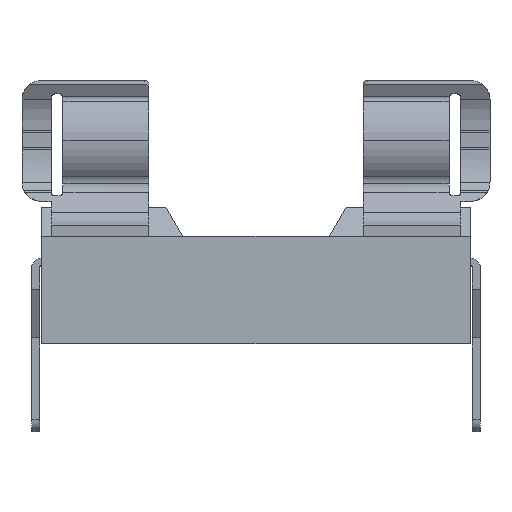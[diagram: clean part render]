
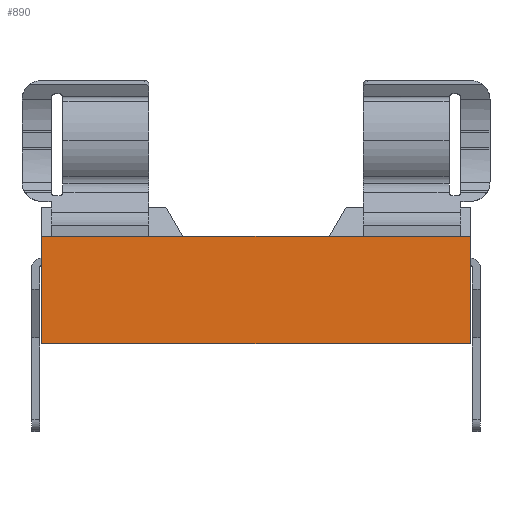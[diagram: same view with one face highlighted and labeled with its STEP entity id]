
A CAD part, top view. The second image highlights one B-rep face of the part: STEP entity #890.
In plain terms, the highlighted planar face has unit normal (0, 0.027, 1).
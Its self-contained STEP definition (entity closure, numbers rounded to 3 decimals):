
#890=ADVANCED_FACE('',(#1782),#1783,.T.);
#1782=FACE_OUTER_BOUND('',#2673,.T.);
#1783=PLANE('',#2674);
#2673=EDGE_LOOP('',(#5518,#5519,#5520,#5521));
#2674=AXIS2_PLACEMENT_3D('',#5522,#5523,#5524);
#5518=ORIENTED_EDGE('',*,*,#6768,.T.);
#5519=ORIENTED_EDGE('',*,*,#6749,.F.);
#5520=ORIENTED_EDGE('',*,*,#6769,.F.);
#5521=ORIENTED_EDGE('',*,*,#6481,.T.);
#5522=CARTESIAN_POINT('',(49.9,5.872,222.85));
#5523=DIRECTION('',(0.0,0.027,1.));
#5524=DIRECTION('',(1.0,-0.0,0.0));
#6481=EDGE_CURVE('',#8115,#8113,#8116,.T.);
#6749=EDGE_CURVE('',#8479,#8481,#8482,.T.);
#6768=EDGE_CURVE('',#8113,#8481,#8504,.T.);
#6769=EDGE_CURVE('',#8115,#8479,#8505,.T.);
#8113=VERTEX_POINT('',#11369);
#8115=VERTEX_POINT('',#11372);
#8116=LINE('',#11373,#11374);
#8479=VERTEX_POINT('',#12085);
#8481=VERTEX_POINT('',#12088);
#8482=LINE('',#12089,#12090);
#8504=LINE('',#12121,#12122);
#8505=LINE('',#12123,#12124);
#11369=CARTESIAN_POINT('',(49.9,5.872,222.85));
#11372=CARTESIAN_POINT('',(49.9,0.372,223.0));
#11373=CARTESIAN_POINT('',(49.9,0.372,223.0));
#11374=VECTOR('',#13199,1000.0);
#12085=CARTESIAN_POINT('',(27.9,0.372,223.0));
#12088=CARTESIAN_POINT('',(27.9,5.872,222.85));
#12089=CARTESIAN_POINT('',(27.9,0.372,223.0));
#12090=VECTOR('',#13471,1000.0);
#12121=CARTESIAN_POINT('',(49.9,5.872,222.85));
#12122=VECTOR('',#13487,1000.0);
#12123=CARTESIAN_POINT('',(49.9,0.372,223.0));
#12124=VECTOR('',#13488,1000.0);
#13199=DIRECTION('',(0.0,1.,-0.027));
#13471=DIRECTION('',(0.0,1.,-0.027));
#13487=DIRECTION('',(-1.0,0.0,0.0));
#13488=DIRECTION('',(-1.0,0.0,0.0));
